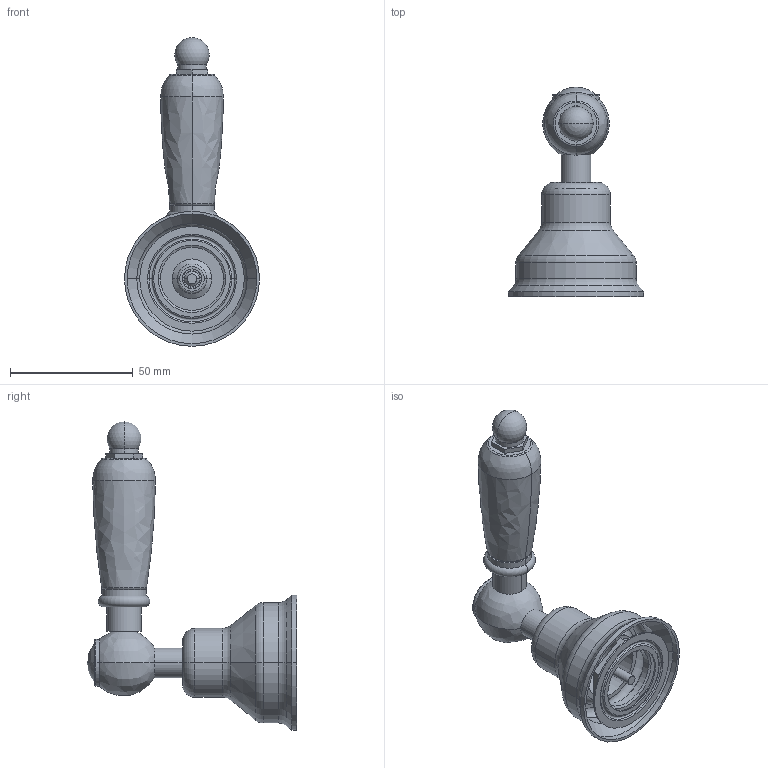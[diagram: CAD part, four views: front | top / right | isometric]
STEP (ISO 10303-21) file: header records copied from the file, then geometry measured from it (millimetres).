
FILE_DESCRIPTION((''),'2;1');
FILE_NAME('ZDEV083CR','2021-11-23T13:39:26',('ut3'),('PAFFONI SpA'),'CREO PARAMETRIC BY PTC INC, 2020044','CREO PARAMETRIC BY PTC INC, 2020044','');
FILE_SCHEMA(('CONFIG_CONTROL_DESIGN','SHAPE_APPEARANCE_LAYERS_GROUPS'));
Length unit declared in the file: millimetre
Products named in the file (1): ZDEV083CR
Bounding box: 55 x 85.3 x 125.7 mm (x, y, z)
Volume: 53684 mm3; surface area: 28071 mm2
Topology: 5 solids, 5 shells, 227 faces, 467 edges, 263 vertices
Faces by surface type: plane 80, cone 55, cylinder 46, torus 34, sphere 6, bspline 6
Entity records: 8066 total; most frequent: CARTESIAN_POINT 1656, DIRECTION 1048, ORIENTED_EDGE 922, EDGE_CURVE 461, AXIS2_PLACEMENT_3D 455, VERTEX_POINT 263, EDGE_LOOP 252, FILL_AREA_STYLE_COLOUR 240
